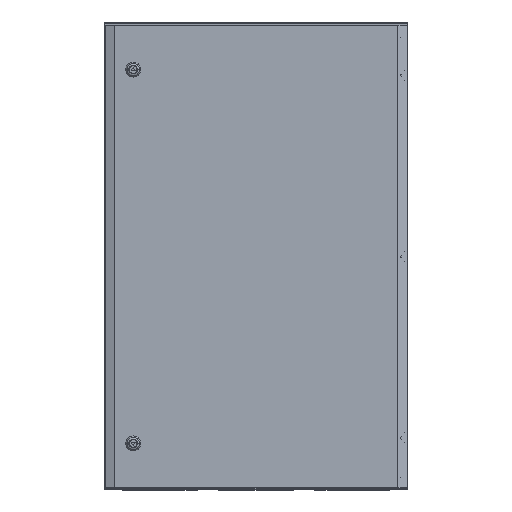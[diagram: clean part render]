
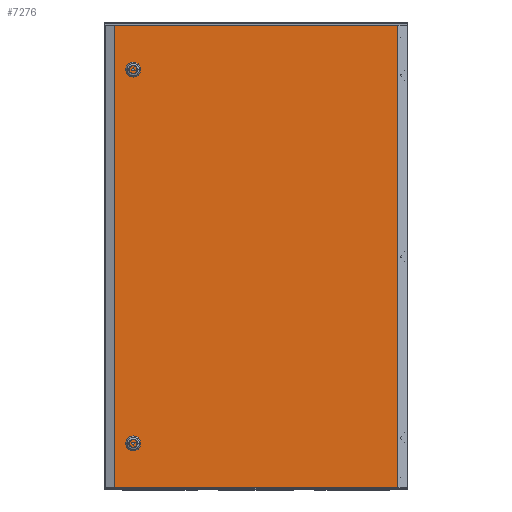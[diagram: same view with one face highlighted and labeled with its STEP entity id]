
A CAD part, top view. The second image highlights one B-rep face of the part: STEP entity #7276.
In plain terms, the highlighted planar face has unit normal (-0.002, 0, 1).
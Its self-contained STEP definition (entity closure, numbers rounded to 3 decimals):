
#523 = LINE ( 'NONE', #24835, #23060 ) ;
#1009 = CARTESIAN_POINT ( 'NONE',  ( 302.921, -495., 0. ) ) ;
#1579 = CARTESIAN_POINT ( 'NONE',  ( -302.921, -495., 0. ) ) ;
#1648 = ORIENTED_EDGE ( 'NONE', *, *, #5722, .F. ) ;
#2200 = VERTEX_POINT ( 'NONE', #3346 ) ;
#2454 = EDGE_CURVE ( 'NONE', #2200, #12675, #3771, .T. ) ;
#3075 = VECTOR ( 'NONE', #12486, 1000. ) ;
#3103 = CARTESIAN_POINT ( 'NONE',  ( -263.5, -400., 0. ) ) ;
#3346 = CARTESIAN_POINT ( 'NONE',  ( -302.921, 495., 0. ) ) ;
#3471 = CIRCLE ( 'NONE', #19697, 1.5 ) ;
#3771 = LINE ( 'NONE', #27661, #8912 ) ;
#3964 = CIRCLE ( 'NONE', #8511, 1.5 ) ;
#4108 = VERTEX_POINT ( 'NONE', #16491 ) ;
#4616 = CARTESIAN_POINT ( 'NONE',  ( -263.5, -400., 0. ) ) ;
#5300 = DIRECTION ( 'NONE',  ( -1., 0., 0. ) ) ;
#5722 = EDGE_CURVE ( 'NONE', #12724, #4108, #3964, .T. ) ;
#5855 = DIRECTION ( 'NONE',  ( 0., 0., 1. ) ) ;
#6646 = ORIENTED_EDGE ( 'NONE', *, *, #8115, .F. ) ;
#6809 = DIRECTION ( 'NONE',  ( -1., 0., 0. ) ) ;
#7276 = ADVANCED_FACE ( 'NONE', ( #27909, #10523, #16337 ), #19289, .T. ) ;
#7499 = DIRECTION ( 'NONE',  ( -1., 0., 0. ) ) ;
#7964 = ORIENTED_EDGE ( 'NONE', *, *, #15205, .F. ) ;
#8115 = EDGE_CURVE ( 'NONE', #10983, #18405, #12554, .T. ) ;
#8225 = LINE ( 'NONE', #18940, #3075 ) ;
#8317 = CARTESIAN_POINT ( 'NONE',  ( -302.921, 495., 0. ) ) ;
#8511 = AXIS2_PLACEMENT_3D ( 'NONE', #11183, #26430, #13383 ) ;
#8912 = VECTOR ( 'NONE', #27990, 1000. ) ;
#9716 = ORIENTED_EDGE ( 'NONE', *, *, #26558, .F. ) ;
#9770 = EDGE_LOOP ( 'NONE', ( #7964, #6646, #15596, #27052 ) ) ;
#10523 = FACE_BOUND ( 'NONE', #16951, .T. ) ;
#10543 = VERTEX_POINT ( 'NONE', #23918 ) ;
#10607 = DIRECTION ( 'NONE',  ( 0., 0., 1. ) ) ;
#10983 = VERTEX_POINT ( 'NONE', #16772 ) ;
#11183 = CARTESIAN_POINT ( 'NONE',  ( -263.5, 400., 0. ) ) ;
#11658 = CARTESIAN_POINT ( 'NONE',  ( -265., -400., 0. ) ) ;
#12417 = CARTESIAN_POINT ( 'NONE',  ( 302.921, 495., 0. ) ) ;
#12486 = DIRECTION ( 'NONE',  ( -1., 0., 0. ) ) ;
#12554 = LINE ( 'NONE', #12417, #23440 ) ;
#12675 = VERTEX_POINT ( 'NONE', #1579 ) ;
#12724 = VERTEX_POINT ( 'NONE', #21336 ) ;
#13383 = DIRECTION ( 'NONE',  ( 1., 0., 0. ) ) ;
#14459 = VERTEX_POINT ( 'NONE', #11658 ) ;
#14491 = EDGE_CURVE ( 'NONE', #14459, #10543, #3471, .T. ) ;
#15024 = EDGE_LOOP ( 'NONE', ( #9716, #26788 ) ) ;
#15205 = EDGE_CURVE ( 'NONE', #18405, #12675, #8225, .T. ) ;
#15505 = AXIS2_PLACEMENT_3D ( 'NONE', #8317, #10607, #25853 ) ;
#15596 = ORIENTED_EDGE ( 'NONE', *, *, #27680, .T. ) ;
#16152 = AXIS2_PLACEMENT_3D ( 'NONE', #18944, #5855, #21129 ) ;
#16337 = FACE_OUTER_BOUND ( 'NONE', #9770, .T. ) ;
#16491 = CARTESIAN_POINT ( 'NONE',  ( -262., 400., 0. ) ) ;
#16772 = CARTESIAN_POINT ( 'NONE',  ( 302.921, 495., 0. ) ) ;
#16951 = EDGE_LOOP ( 'NONE', ( #26423, #1648 ) ) ;
#17692 = AXIS2_PLACEMENT_3D ( 'NONE', #4616, #19896, #6809 ) ;
#18397 = DIRECTION ( 'NONE',  ( 0., 0., 1. ) ) ;
#18405 = VERTEX_POINT ( 'NONE', #1009 ) ;
#18940 = CARTESIAN_POINT ( 'NONE',  ( -302.921, -495., 0. ) ) ;
#18944 = CARTESIAN_POINT ( 'NONE',  ( -263.5, 400., 0. ) ) ;
#19289 = PLANE ( 'NONE',  #15505 ) ;
#19697 = AXIS2_PLACEMENT_3D ( 'NONE', #3103, #18397, #5300 ) ;
#19896 = DIRECTION ( 'NONE',  ( 0., 0., 1. ) ) ;
#21129 = DIRECTION ( 'NONE',  ( 1., 0., 0. ) ) ;
#21336 = CARTESIAN_POINT ( 'NONE',  ( -265., 400., 0. ) ) ;
#22445 = EDGE_CURVE ( 'NONE', #4108, #12724, #23538, .T. ) ;
#23060 = VECTOR ( 'NONE', #7499, 1000. ) ;
#23440 = VECTOR ( 'NONE', #27611, 1000. ) ;
#23538 = CIRCLE ( 'NONE', #16152, 1.5 ) ;
#23918 = CARTESIAN_POINT ( 'NONE',  ( -262., -400., 0. ) ) ;
#24835 = CARTESIAN_POINT ( 'NONE',  ( -302.921, 495., 0. ) ) ;
#25853 = DIRECTION ( 'NONE',  ( 1., 0., 0. ) ) ;
#26423 = ORIENTED_EDGE ( 'NONE', *, *, #22445, .F. ) ;
#26430 = DIRECTION ( 'NONE',  ( 0., 0., 1. ) ) ;
#26558 = EDGE_CURVE ( 'NONE', #10543, #14459, #27209, .T. ) ;
#26788 = ORIENTED_EDGE ( 'NONE', *, *, #14491, .F. ) ;
#27052 = ORIENTED_EDGE ( 'NONE', *, *, #2454, .T. ) ;
#27209 = CIRCLE ( 'NONE', #17692, 1.5 ) ;
#27611 = DIRECTION ( 'NONE',  ( 0., -1., 0. ) ) ;
#27661 = CARTESIAN_POINT ( 'NONE',  ( -302.921, 495., 0. ) ) ;
#27680 = EDGE_CURVE ( 'NONE', #10983, #2200, #523, .T. ) ;
#27909 = FACE_BOUND ( 'NONE', #15024, .T. ) ;
#27990 = DIRECTION ( 'NONE',  ( 0., -1., 0. ) ) ;
